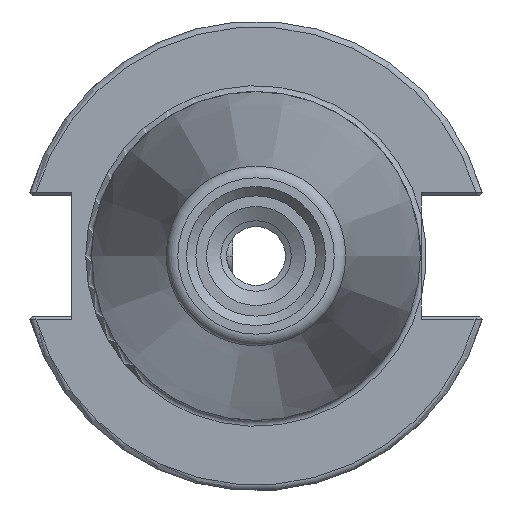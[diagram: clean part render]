
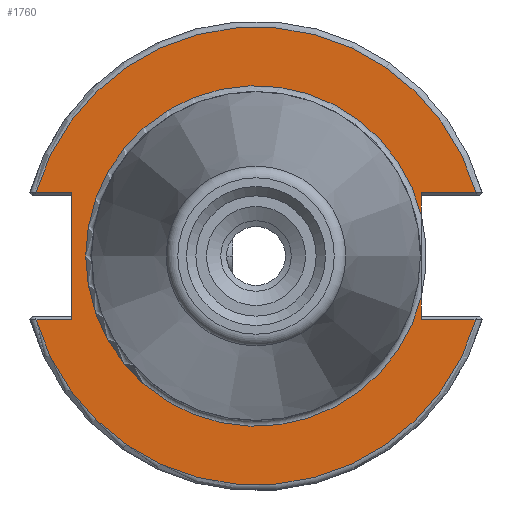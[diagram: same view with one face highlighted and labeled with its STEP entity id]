
A CAD part, left-side view. The second image highlights one B-rep face of the part: STEP entity #1760.
In plain terms, the highlighted planar face has unit normal (-1, 0, 0).
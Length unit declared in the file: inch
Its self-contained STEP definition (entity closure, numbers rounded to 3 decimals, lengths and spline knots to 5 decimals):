
#169=LINE('',#2789,#272);
#184=LINE('',#2871,#287);
#187=LINE('',#2880,#290);
#196=LINE('',#2896,#299);
#200=LINE('',#2930,#303);
#201=LINE('',#2933,#304);
#202=LINE('',#2936,#305);
#272=VECTOR('',#2048,0.67625);
#287=VECTOR('',#2071,0.19091);
#290=VECTOR('',#2080,0.12159);
#299=VECTOR('',#2089,0.12159);
#303=VECTOR('',#2131,0.29091);
#304=VECTOR('',#2134,0.19091);
#305=VECTOR('',#2137,0.29091);
#374=PLANE('',#1891);
#571=FACE_OUTER_BOUND('',#701,.T.);
#701=EDGE_LOOP('',(#1386,#1387,#1388,#1389,#1390,#1391,#1392,#1393,#1394,
#1395));
#797=CIRCLE('',#1889,0.90625);
#799=CIRCLE('',#1892,1.21875);
#800=CIRCLE('',#1893,1.21875);
#853=VERTEX_POINT('',#2787);
#854=VERTEX_POINT('',#2788);
#873=VERTEX_POINT('',#2870);
#874=VERTEX_POINT('',#2874);
#875=VERTEX_POINT('',#2875);
#876=VERTEX_POINT('',#2879);
#883=VERTEX_POINT('',#2894);
#894=VERTEX_POINT('',#2929);
#895=VERTEX_POINT('',#2932);
#896=VERTEX_POINT('',#2934);
#1029=EDGE_CURVE('',#853,#854,#169,.T.);
#1051=EDGE_CURVE('',#854,#873,#184,.T.);
#1055=EDGE_CURVE('',#876,#874,#187,.T.);
#1064=EDGE_CURVE('',#875,#883,#196,.T.);
#1076=EDGE_CURVE('',#875,#874,#797,.T.);
#1078=EDGE_CURVE('',#883,#894,#200,.T.);
#1079=EDGE_CURVE('',#873,#894,#799,.T.);
#1080=EDGE_CURVE('',#895,#853,#201,.T.);
#1081=EDGE_CURVE('',#896,#895,#800,.T.);
#1082=EDGE_CURVE('',#896,#876,#202,.T.);
#1386=ORIENTED_EDGE('',*,*,#1078,.T.);
#1387=ORIENTED_EDGE('',*,*,#1079,.F.);
#1388=ORIENTED_EDGE('',*,*,#1051,.F.);
#1389=ORIENTED_EDGE('',*,*,#1029,.F.);
#1390=ORIENTED_EDGE('',*,*,#1080,.F.);
#1391=ORIENTED_EDGE('',*,*,#1081,.F.);
#1392=ORIENTED_EDGE('',*,*,#1082,.T.);
#1393=ORIENTED_EDGE('',*,*,#1055,.T.);
#1394=ORIENTED_EDGE('',*,*,#1076,.F.);
#1395=ORIENTED_EDGE('',*,*,#1064,.T.);
#1760=ADVANCED_FACE('',(#571),#374,.T.);
#1889=AXIS2_PLACEMENT_3D('',#2925,#2125,#2126);
#1891=AXIS2_PLACEMENT_3D('',#2928,#2129,#2130);
#1892=AXIS2_PLACEMENT_3D('',#2931,#2132,#2133);
#1893=AXIS2_PLACEMENT_3D('',#2935,#2135,#2136);
#2048=DIRECTION('',(0.,0.,1.));
#2071=DIRECTION('',(0.,1.,0.));
#2080=DIRECTION('',(0.,0.,1.));
#2089=DIRECTION('',(0.,0.,1.));
#2125=DIRECTION('center_axis',(-1.,0.,0.));
#2126=DIRECTION('ref_axis',(0.,1.,0.));
#2129=DIRECTION('center_axis',(-1.,0.,0.));
#2130=DIRECTION('ref_axis',(0.,0.,1.));
#2131=DIRECTION('',(0.,-1.,0.));
#2132=DIRECTION('center_axis',(1.,0.,0.));
#2133=DIRECTION('ref_axis',(0.,0.,1.));
#2134=DIRECTION('',(0.,-1.,0.));
#2135=DIRECTION('center_axis',(1.,0.,0.));
#2136=DIRECTION('ref_axis',(0.,0.,-1.));
#2137=DIRECTION('',(0.,1.,0.));
#2787=CARTESIAN_POINT('',(2.815,0.98,-0.33813));
#2788=CARTESIAN_POINT('',(2.815,0.98,0.33813));
#2789=CARTESIAN_POINT('',(2.815,0.98,-0.33813));
#2870=CARTESIAN_POINT('',(2.815,1.17091,0.33813));
#2871=CARTESIAN_POINT('',(2.815,0.0275,0.33813));
#2874=CARTESIAN_POINT('',(2.815,-0.88,-0.21654));
#2875=CARTESIAN_POINT('',(2.815,-0.88,0.21654));
#2879=CARTESIAN_POINT('',(2.815,-0.88,-0.33813));
#2880=CARTESIAN_POINT('',(2.815,-0.88,0.));
#2894=CARTESIAN_POINT('',(2.815,-0.88,0.33813));
#2896=CARTESIAN_POINT('',(2.815,-0.88,0.));
#2925=CARTESIAN_POINT('Origin',(2.815,0.,0.));
#2928=CARTESIAN_POINT('Origin',(2.815,-0.875,0.));
#2929=CARTESIAN_POINT('',(2.815,-1.17091,0.33813));
#2930=CARTESIAN_POINT('',(2.815,-0.9025,0.33813));
#2931=CARTESIAN_POINT('Origin',(2.815,0.,0.));
#2932=CARTESIAN_POINT('',(2.815,1.17091,-0.33813));
#2933=CARTESIAN_POINT('',(2.815,0.2775,-0.33813));
#2934=CARTESIAN_POINT('',(2.815,-1.17091,-0.33813));
#2935=CARTESIAN_POINT('Origin',(2.815,0.,0.));
#2936=CARTESIAN_POINT('',(2.815,-0.9025,-0.33813));
